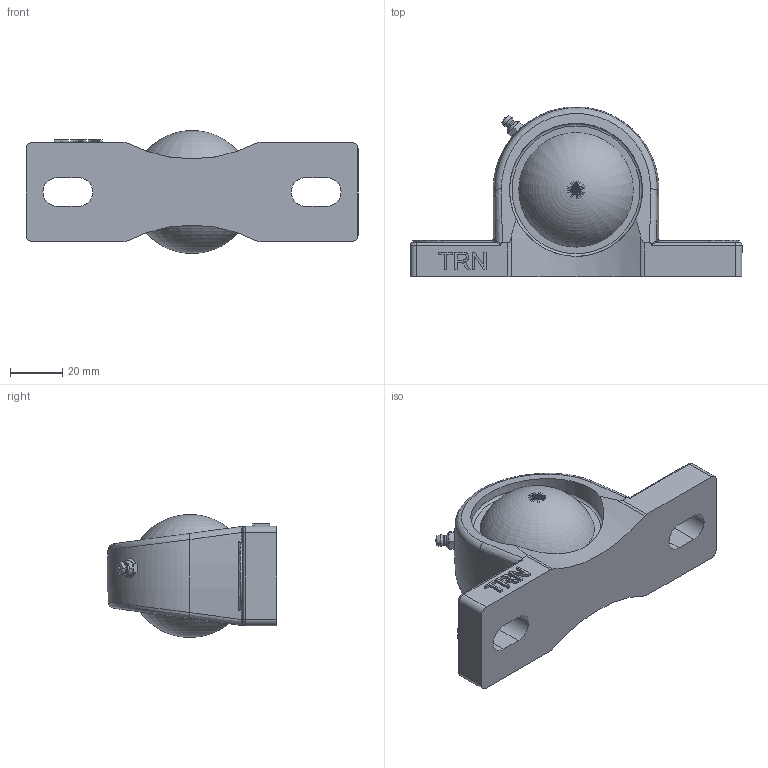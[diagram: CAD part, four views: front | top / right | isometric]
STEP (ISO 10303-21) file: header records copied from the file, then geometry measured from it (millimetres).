
FILE_DESCRIPTION(/* description */ ('Alibre Inc.'),/* implementation_level */ '2;1');
FILE_NAME(/* name */ 'export0',/* time_stamp */ '2015-11-03T12:12:15-08:00',/* author */ (''),/* organization */ (''),/* preprocessor_version */ 'ST-DEVELOPER v12',/* originating_system */ 'Alibre',/* authorisation */ '');
FILE_SCHEMA (('AUTOMOTIVE_DESIGN'));
Products named in the file (7): 3
Bounding box: 127 x 64.97 x 46.99 mm (x, y, z)
Volume: 22459.3 mm3; surface area: 60738.2 mm2
Topology: 7 solids, 8 shells, 240 faces, 613 edges, 386 vertices
Faces by surface type: plane 98, cylinder 61, bspline 34, torus 23, cone 16, sphere 8
Full cylindrical faces by diameter (mm): 1.498 x2, 3.5 x1, 4.917 x4, 5 x1, 15 x1, 29.21 x3, 29.718 x2, 40 x1, 40.792 x2, 50.911 x2
Entity records: 9257 total; most frequent: CARTESIAN_POINT 4236, ORIENTED_EDGE 1040, DIRECTION 850, EDGE_CURVE 520, AXIS2_PLACEMENT_3D 357, VERTEX_POINT 343, EDGE_LOOP 275, FACE_BOUND 275
